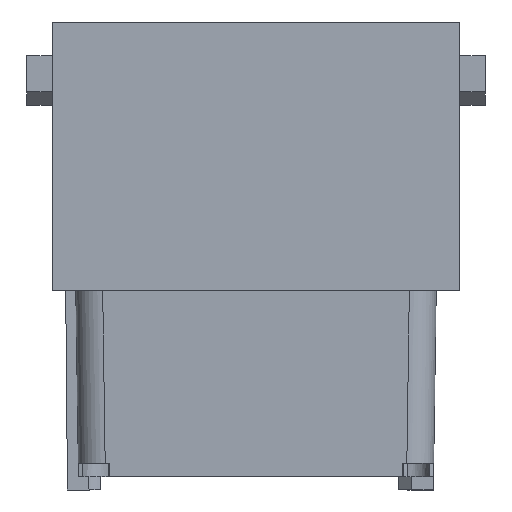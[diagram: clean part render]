
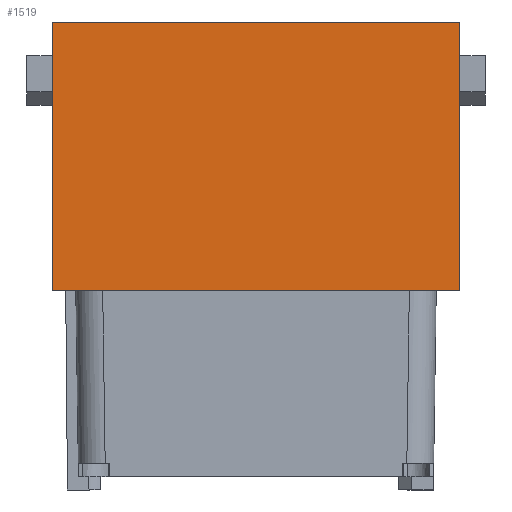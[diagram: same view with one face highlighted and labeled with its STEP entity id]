
A CAD part, left-side view. The second image highlights one B-rep face of the part: STEP entity #1519.
In plain terms, the highlighted planar face has unit normal (-1, 0, 0).
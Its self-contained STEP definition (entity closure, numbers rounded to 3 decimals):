
#1499=AXIS2_PLACEMENT_3D('Plane Axis2P3D',#1496,#1497,#1498) ;
#415=CARTESIAN_POINT('Vertex',(0.,32.2,34.8)) ;
#418=CARTESIAN_POINT('Line Origine',(0.,17.05,34.8)) ;
#422=CARTESIAN_POINT('Vertex',(0.,1.9,34.8)) ;
#1431=CARTESIAN_POINT('Vertex',(0.,32.2,14.8)) ;
#1434=CARTESIAN_POINT('Line Origine',(0.,32.2,24.8)) ;
#1496=CARTESIAN_POINT('Axis2P3D Location',(0.,17.05,25.3)) ;
#1501=CARTESIAN_POINT('Line Origine',(0.,17.05,14.8)) ;
#1505=CARTESIAN_POINT('Vertex',(0.,1.9,14.8)) ;
#1508=CARTESIAN_POINT('Line Origine',(0.,1.9,24.8)) ;
#419=DIRECTION('Vector Direction',(0.,1.,0.)) ;
#1435=DIRECTION('Vector Direction',(0.,0.,-1.)) ;
#1497=DIRECTION('Axis2P3D Direction',(-1.,0.,0.)) ;
#1498=DIRECTION('Axis2P3D XDirection',(0.,0.,-1.)) ;
#1502=DIRECTION('Vector Direction',(0.,1.,0.)) ;
#1509=DIRECTION('Vector Direction',(0.,0.,1.)) ;
#420=VECTOR('Line Direction',#419,1.) ;
#1436=VECTOR('Line Direction',#1435,1.) ;
#1503=VECTOR('Line Direction',#1502,1.) ;
#1510=VECTOR('Line Direction',#1509,1.) ;
#1514=ORIENTED_EDGE('',*,*,#1507,.F.) ;
#1515=ORIENTED_EDGE('',*,*,#1512,.T.) ;
#1516=ORIENTED_EDGE('',*,*,#424,.T.) ;
#1517=ORIENTED_EDGE('',*,*,#1438,.T.) ;
#1519=ADVANCED_FACE('Hauptkoerper',(#1518),#1500,.T.) ;
#424=EDGE_CURVE('',#423,#416,#421,.T.) ;
#1438=EDGE_CURVE('',#416,#1432,#1437,.T.) ;
#1507=EDGE_CURVE('',#1506,#1432,#1504,.T.) ;
#1512=EDGE_CURVE('',#1506,#423,#1511,.T.) ;
#1513=EDGE_LOOP('',(#1514,#1515,#1516,#1517)) ;
#1518=FACE_OUTER_BOUND('',#1513,.T.) ;
#421=LINE('Line',#418,#420) ;
#1437=LINE('Line',#1434,#1436) ;
#1504=LINE('Line',#1501,#1503) ;
#1511=LINE('Line',#1508,#1510) ;
#1500=PLANE('',#1499) ;
#416=VERTEX_POINT('',#415) ;
#423=VERTEX_POINT('',#422) ;
#1432=VERTEX_POINT('',#1431) ;
#1506=VERTEX_POINT('',#1505) ;
